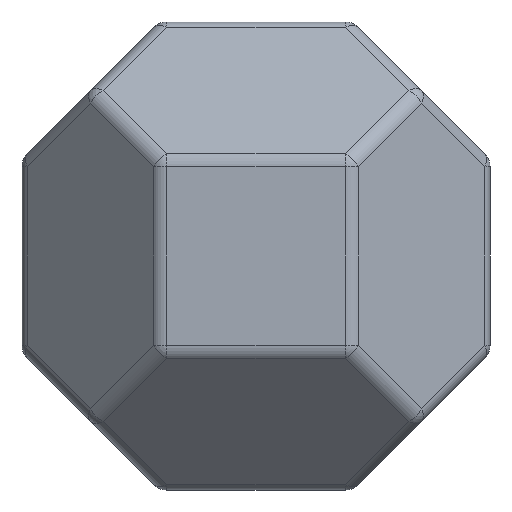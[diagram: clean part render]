
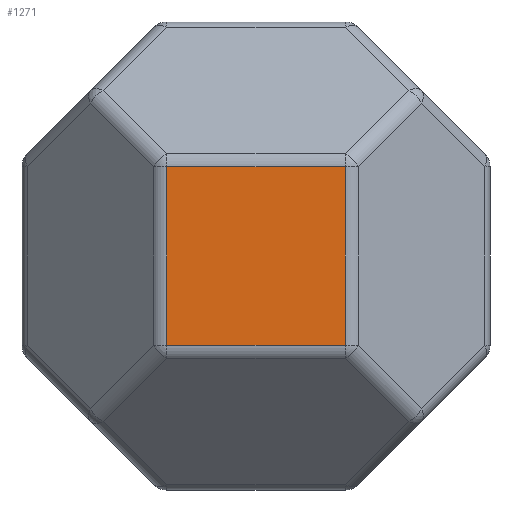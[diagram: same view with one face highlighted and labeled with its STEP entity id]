
A CAD part, front view. The second image highlights one B-rep face of the part: STEP entity #1271.
In plain terms, the highlighted planar face has unit normal (0, -1, 0).
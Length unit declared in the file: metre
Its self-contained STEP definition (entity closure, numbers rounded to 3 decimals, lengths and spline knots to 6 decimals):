
#216=ORIENTED_EDGE('',*,*,#600,.T.);
#217=ORIENTED_EDGE('',*,*,#601,.T.);
#218=ORIENTED_EDGE('',*,*,#602,.T.);
#219=ORIENTED_EDGE('',*,*,#603,.T.);
#600=EDGE_CURVE('',#792,#793,#888,.T.);
#601=EDGE_CURVE('',#793,#794,#889,.F.);
#602=EDGE_CURVE('',#794,#795,#890,.F.);
#603=EDGE_CURVE('',#795,#792,#891,.T.);
#792=VERTEX_POINT('',#2121);
#793=VERTEX_POINT('',#2122);
#794=VERTEX_POINT('',#2124);
#795=VERTEX_POINT('',#2126);
#888=LINE('',#2120,#984);
#889=LINE('',#2123,#985);
#890=LINE('',#2125,#986);
#891=LINE('',#2127,#987);
#984=VECTOR('',#1613,1.);
#985=VECTOR('',#1614,1.);
#986=VECTOR('',#1615,1.);
#987=VECTOR('',#1616,1.);
#1057=EDGE_LOOP('',(#216,#217,#218,#219));
#1155=FACE_BOUND('',#1057,.T.);
#1253=PLANE('',#1382);
#1271=ADVANCED_FACE('',(#1155),#1253,.F.);
#1382=AXIS2_PLACEMENT_3D('',#2119,#1611,#1612);
#1611=DIRECTION('',(0.,1.,0.));
#1612=DIRECTION('',(0.,0.,1.));
#1613=DIRECTION('',(0.,0.,-1.));
#1614=DIRECTION('',(-1.,0.,0.));
#1615=DIRECTION('',(0.,0.,-1.));
#1616=DIRECTION('',(-1.,0.,0.));
#2119=CARTESIAN_POINT('',(0.,-0.041275,0.041275));
#2120=CARTESIAN_POINT('',(-0.015782,-0.041275,0.041275));
#2121=CARTESIAN_POINT('',(-0.015782,-0.041275,0.015782));
#2122=CARTESIAN_POINT('',(-0.015782,-0.041275,-0.015782));
#2123=CARTESIAN_POINT('',(0.,-0.041275,-0.015782));
#2124=CARTESIAN_POINT('',(0.015782,-0.041275,-0.015782));
#2125=CARTESIAN_POINT('',(0.015782,-0.041275,0.041275));
#2126=CARTESIAN_POINT('',(0.015782,-0.041275,0.015782));
#2127=CARTESIAN_POINT('',(0.,-0.041275,0.015782));
